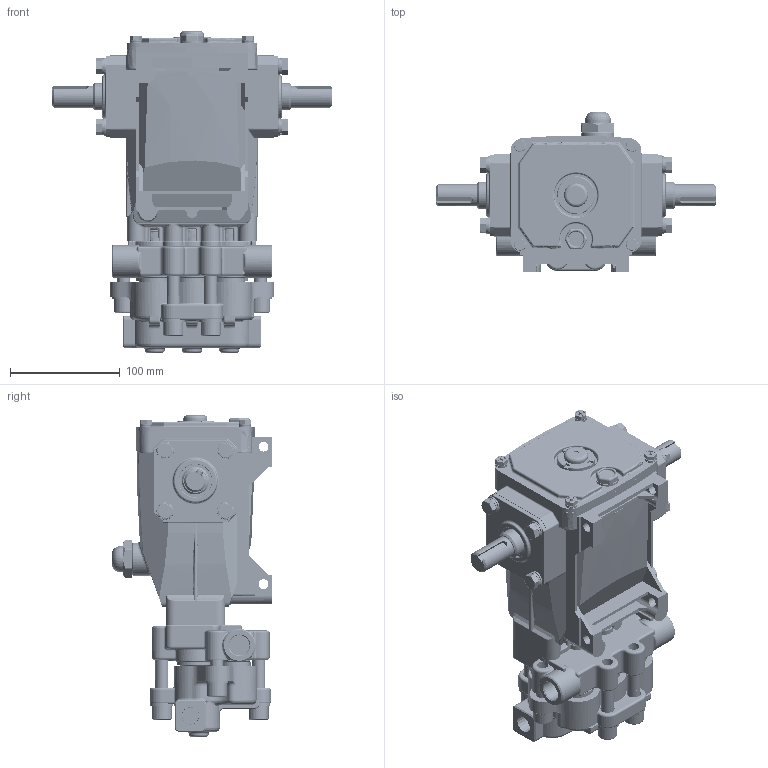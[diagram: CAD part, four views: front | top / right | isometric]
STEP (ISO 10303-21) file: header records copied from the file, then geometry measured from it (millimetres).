
FILE_DESCRIPTION (( 'STEP AP214' ), '1' );
FILE_NAME ('5CP6221.STEP', '2008-05-06T18:50:04', ( ' ' ), ( ' ' ), 'SwSTEP 2.0', 'SolidWorks 2008', '' );
FILE_SCHEMA (( 'AUTOMOTIVE_DESIGN' ));
Length unit declared in the file: millimetre
Products named in the file (1): 5CP6221
Bounding box: 254 x 146.2 x 292.35 mm (x, y, z)
Volume: 2000739.4 mm3; surface area: 703831.3 mm2
Topology: 101 solids, 101 shells, 6508 faces, 15791 edges, 9536 vertices
Faces by surface type: cylinder 2580, plane 1441, torus 1058, cone 696, bspline 572, sphere 161
Entity records: 311304 total; most frequent: CARTESIAN_POINT 91650, DIRECTION 31245, ORIENTED_EDGE 31130, EDGE_CURVE 15565, AXIS2_PLACEMENT_3D 12829, VERTEX_POINT 9490, EDGE_LOOP 7013, CIRCLE 6892
